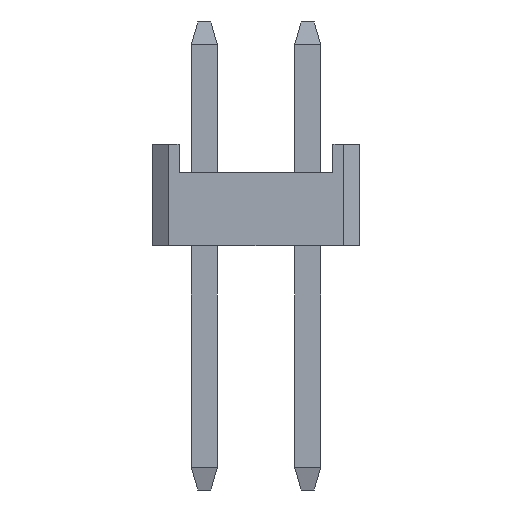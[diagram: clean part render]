
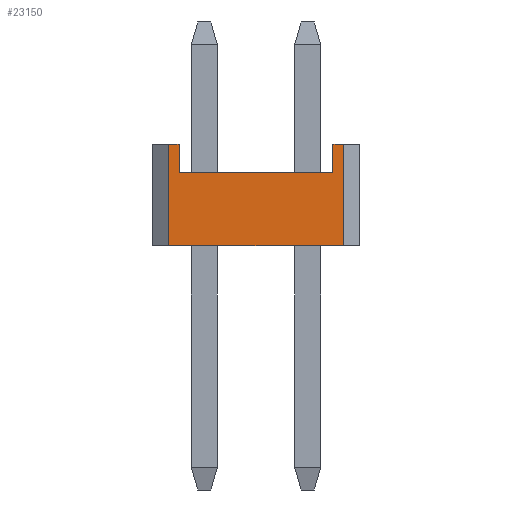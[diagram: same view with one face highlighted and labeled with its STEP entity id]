
A CAD part, front view. The second image highlights one B-rep face of the part: STEP entity #23150.
In plain terms, the highlighted planar face has unit normal (0, -1, 0).
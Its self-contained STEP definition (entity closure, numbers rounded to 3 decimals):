
#18603 = VERTEX_POINT('',#18604);
#18604 = CARTESIAN_POINT('',(3.16,-49.53,-2.35));
#18610 = EDGE_CURVE('',#18611,#18603,#18613,.T.);
#18611 = VERTEX_POINT('',#18612);
#18612 = CARTESIAN_POINT('',(3.16,-49.53,-1.65));
#18613 = LINE('',#18614,#18615);
#18614 = CARTESIAN_POINT('',(3.16,-49.53,-1.575));
#18615 = VECTOR('',#18616,1.);
#18616 = DIRECTION('',(0.,0.,-1.));
#18881 = VERTEX_POINT('',#18882);
#18882 = CARTESIAN_POINT('',(-0.62,-49.53,-2.35));
#18888 = EDGE_CURVE('',#18603,#18881,#18889,.T.);
#18889 = LINE('',#18890,#18891);
#18890 = CARTESIAN_POINT('',(1.27,-49.53,-2.35));
#18891 = VECTOR('',#18892,1.);
#18892 = DIRECTION('',(-1.,0.,0.));
#18912 = VERTEX_POINT('',#18913);
#18913 = CARTESIAN_POINT('',(-0.62,-49.53,-1.65));
#18919 = EDGE_CURVE('',#18881,#18912,#18920,.T.);
#18920 = LINE('',#18921,#18922);
#18921 = CARTESIAN_POINT('',(-0.62,-49.53,-1.575));
#18922 = VECTOR('',#18923,1.);
#18923 = DIRECTION('',(0.,0.,1.));
#18984 = EDGE_CURVE('',#18985,#18611,#18987,.T.);
#18985 = VERTEX_POINT('',#18986);
#18986 = CARTESIAN_POINT('',(3.417,-49.53,-1.65));
#18987 = LINE('',#18988,#18989);
#18988 = CARTESIAN_POINT('',(3.417,-49.53,-1.65));
#18989 = VECTOR('',#18990,1.);
#18990 = DIRECTION('',(-1.,0.,0.));
#20348 = VERTEX_POINT('',#20349);
#20349 = CARTESIAN_POINT('',(3.417,-49.53,-4.15));
#20355 = EDGE_CURVE('',#20356,#20348,#20358,.T.);
#20356 = VERTEX_POINT('',#20357);
#20357 = CARTESIAN_POINT('',(-0.877,-49.53,-4.15));
#20358 = LINE('',#20359,#20360);
#20359 = CARTESIAN_POINT('',(3.417,-49.53,-4.15));
#20360 = VECTOR('',#20361,1.);
#20361 = DIRECTION('',(1.,0.,0.));
#23039 = EDGE_CURVE('',#18985,#20348,#23040,.T.);
#23040 = LINE('',#23041,#23042);
#23041 = CARTESIAN_POINT('',(3.417,-49.53,-1.65));
#23042 = VECTOR('',#23043,1.);
#23043 = DIRECTION('',(0.,0.,-1.));
#23131 = EDGE_CURVE('',#23132,#20356,#23134,.T.);
#23132 = VERTEX_POINT('',#23133);
#23133 = CARTESIAN_POINT('',(-0.877,-49.53,-1.65));
#23134 = LINE('',#23135,#23136);
#23135 = CARTESIAN_POINT('',(-0.877,-49.53,-1.65));
#23136 = VECTOR('',#23137,1.);
#23137 = DIRECTION('',(0.,0.,-1.));
#23150 = ADVANCED_FACE('',(#23151),#23166,.T.);
#23151 = FACE_BOUND('',#23152,.T.);
#23152 = EDGE_LOOP('',(#23153,#23154,#23160,#23161,#23162,#23163,#23164,
    #23165));
#23153 = ORIENTED_EDGE('',*,*,#18919,.T.);
#23154 = ORIENTED_EDGE('',*,*,#23155,.T.);
#23155 = EDGE_CURVE('',#18912,#23132,#23156,.T.);
#23156 = LINE('',#23157,#23158);
#23157 = CARTESIAN_POINT('',(3.417,-49.53,-1.65));
#23158 = VECTOR('',#23159,1.);
#23159 = DIRECTION('',(-1.,0.,0.));
#23160 = ORIENTED_EDGE('',*,*,#23131,.T.);
#23161 = ORIENTED_EDGE('',*,*,#20355,.T.);
#23162 = ORIENTED_EDGE('',*,*,#23039,.F.);
#23163 = ORIENTED_EDGE('',*,*,#18984,.T.);
#23164 = ORIENTED_EDGE('',*,*,#18610,.T.);
#23165 = ORIENTED_EDGE('',*,*,#18888,.T.);
#23166 = PLANE('',#23167);
#23167 = AXIS2_PLACEMENT_3D('',#23168,#23169,#23170);
#23168 = CARTESIAN_POINT('',(1.27,-49.53,-1.65));
#23169 = DIRECTION('',(0.,-1.,0.));
#23170 = DIRECTION('',(-1.,0.,0.));
